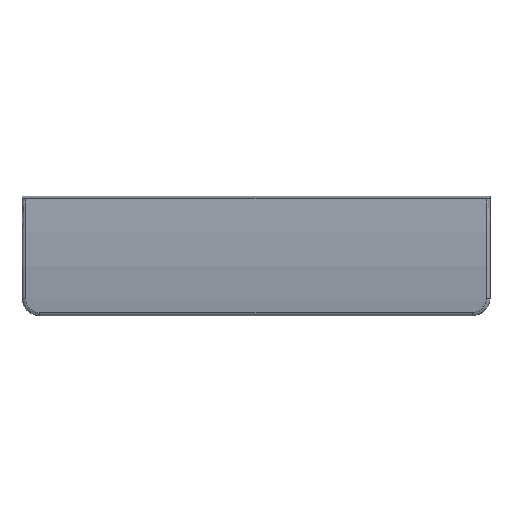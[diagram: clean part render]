
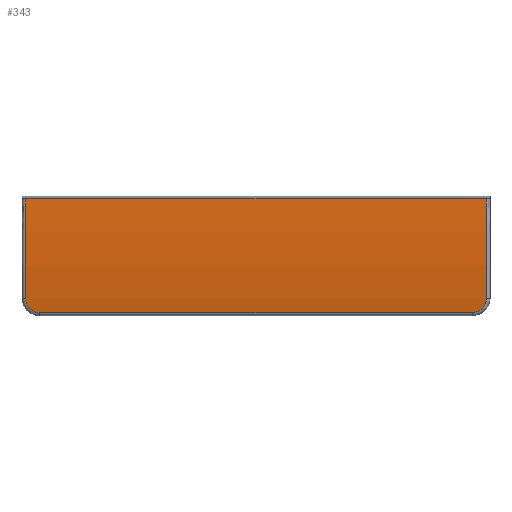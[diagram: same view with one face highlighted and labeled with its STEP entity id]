
A CAD part, top view. The second image highlights one B-rep face of the part: STEP entity #343.
In plain terms, the highlighted cylindrical face has radius 404 mm (diameter 808 mm), a partial arc.
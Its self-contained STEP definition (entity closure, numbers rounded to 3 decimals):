
#25=B_SPLINE_CURVE_WITH_KNOTS('',3,(#613,#614,#615,#616,#617,#618,#619),
 .UNSPECIFIED.,.F.,.F.,(4,1,1,1,4),(-1.469,-1.049,
-0.629,-0.42,0.),.UNSPECIFIED.);
#28=B_SPLINE_CURVE_WITH_KNOTS('',3,(#671,#672,#673,#674,#675,#676),
 .UNSPECIFIED.,.F.,.F.,(4,1,1,4),(5.869,6.498,6.918,
7.338),.UNSPECIFIED.);
#61=FACE_OUTER_BOUND('',#87,.T.);
#87=EDGE_LOOP('',(#304,#305,#306,#307,#308,#309));
#96=LINE('',#566,#116);
#98=LINE('',#634,#118);
#116=VECTOR('',#448,10.);
#118=VECTOR('',#464,10.);
#139=CIRCLE('',#378,404.);
#140=CIRCLE('',#381,404.);
#155=VERTEX_POINT('',#525);
#159=VERTEX_POINT('',#544);
#164=VERTEX_POINT('',#565);
#165=VERTEX_POINT('',#572);
#167=VERTEX_POINT('',#612);
#169=VERTEX_POINT('',#630);
#193=EDGE_CURVE('',#159,#155,#139,.T.);
#198=EDGE_CURVE('',#164,#155,#96,.T.);
#200=EDGE_CURVE('',#164,#165,#140,.T.);
#203=EDGE_CURVE('',#165,#167,#25,.T.);
#208=EDGE_CURVE('',#167,#169,#98,.T.);
#210=EDGE_CURVE('',#169,#159,#28,.T.);
#304=ORIENTED_EDGE('',*,*,#198,.T.);
#305=ORIENTED_EDGE('',*,*,#193,.F.);
#306=ORIENTED_EDGE('',*,*,#210,.F.);
#307=ORIENTED_EDGE('',*,*,#208,.F.);
#308=ORIENTED_EDGE('',*,*,#203,.F.);
#309=ORIENTED_EDGE('',*,*,#200,.F.);
#322=CYLINDRICAL_SURFACE('',#395,404.);
#343=ADVANCED_FACE('',(#61),#322,.T.);
#378=AXIS2_PLACEMENT_3D('',#546,#441,#442);
#381=AXIS2_PLACEMENT_3D('',#573,#451,#452);
#395=AXIS2_PLACEMENT_3D('',#701,#491,#492);
#441=DIRECTION('center_axis',(-1.,0.,0.));
#442=DIRECTION('ref_axis',(0.,-0.085,0.996));
#448=DIRECTION('',(-1.,0.,0.));
#451=DIRECTION('center_axis',(1.,0.,0.));
#452=DIRECTION('ref_axis',(0.,-0.085,0.996));
#464=DIRECTION('',(-1.,0.,0.));
#491=DIRECTION('center_axis',(-1.,0.,0.));
#492=DIRECTION('ref_axis',(0.,0.,1.));
#525=CARTESIAN_POINT('',(119.3,78.238,16.996));
#544=CARTESIAN_POINT('',(119.3,11.348,11.124));
#546=CARTESIAN_POINT('Origin',(119.3,80.,-387.));
#565=CARTESIAN_POINT('',(428.274,78.238,16.996));
#566=CARTESIAN_POINT('',(440.,78.238,16.996));
#572=CARTESIAN_POINT('',(428.274,11.348,11.124));
#573=CARTESIAN_POINT('Origin',(428.274,80.,-387.));
#612=CARTESIAN_POINT('',(419.002,2.017,9.402));
#613=CARTESIAN_POINT('Ctrl Pts',(428.274,11.348,11.124));
#614=CARTESIAN_POINT('Ctrl Pts',(428.274,9.961,10.885));
#615=CARTESIAN_POINT('Ctrl Pts',(427.651,7.19,10.391));
#616=CARTESIAN_POINT('Ctrl Pts',(425.453,4.392,9.864));
#617=CARTESIAN_POINT('Ctrl Pts',(422.495,2.507,9.499));
#618=CARTESIAN_POINT('Ctrl Pts',(420.4,2.017,9.402));
#619=CARTESIAN_POINT('Ctrl Pts',(419.002,2.017,9.402));
#630=CARTESIAN_POINT('',(128.572,2.017,9.402));
#634=CARTESIAN_POINT('',(440.,2.017,9.402));
#671=CARTESIAN_POINT('Ctrl Pts',(128.572,2.017,9.402));
#672=CARTESIAN_POINT('Ctrl Pts',(126.474,2.017,9.402));
#673=CARTESIAN_POINT('Ctrl Pts',(122.998,3.266,9.651));
#674=CARTESIAN_POINT('Ctrl Pts',(119.925,7.195,10.393));
#675=CARTESIAN_POINT('Ctrl Pts',(119.3,9.961,10.885));
#676=CARTESIAN_POINT('Ctrl Pts',(119.3,11.348,11.124));
#701=CARTESIAN_POINT('Origin',(440.,80.,-387.));
